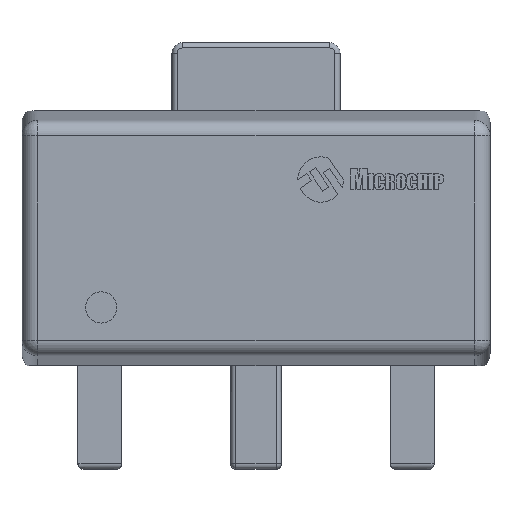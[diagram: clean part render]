
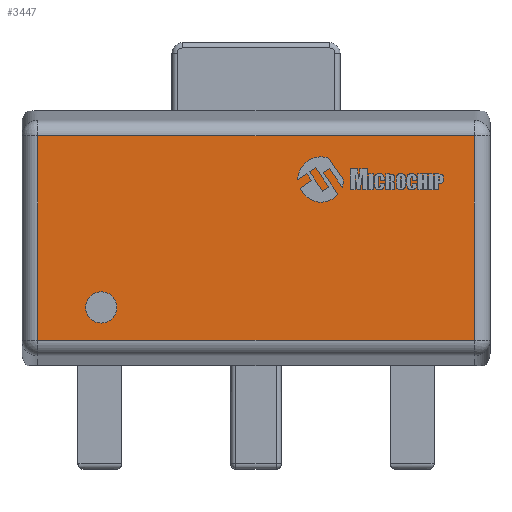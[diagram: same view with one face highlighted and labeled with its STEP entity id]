
A CAD part, top view. The second image highlights one B-rep face of the part: STEP entity #3447.
In plain terms, the highlighted planar face has unit normal (0, 0, 1).
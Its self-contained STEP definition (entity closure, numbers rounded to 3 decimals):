
#193=PLANE('',#3831);
#345=LINE('',#4908,#719);
#346=LINE('',#4924,#720);
#349=LINE('',#4928,#723);
#352=LINE('',#4938,#726);
#719=VECTOR('',#4057,10.);
#720=VECTOR('',#4076,10.);
#723=VECTOR('',#4081,10.);
#726=VECTOR('',#4092,10.);
#1141=FACE_OUTER_BOUND('',#1351,.T.);
#1351=EDGE_LOOP('',(#2485,#2486,#2487,#2488));
#1591=VERTEX_POINT('',#4896);
#1594=VERTEX_POINT('',#4903);
#1597=VERTEX_POINT('',#4913);
#1600=VERTEX_POINT('',#4920);
#1920=EDGE_CURVE('',#1591,#1594,#345,.T.);
#1927=EDGE_CURVE('',#1594,#1600,#346,.T.);
#1930=EDGE_CURVE('',#1600,#1597,#349,.T.);
#1935=EDGE_CURVE('',#1597,#1591,#352,.T.);
#2485=ORIENTED_EDGE('',*,*,#1920,.F.);
#2486=ORIENTED_EDGE('',*,*,#1935,.F.);
#2487=ORIENTED_EDGE('',*,*,#1930,.F.);
#2488=ORIENTED_EDGE('',*,*,#1927,.F.);
#3447=ADVANCED_FACE('',(#1141),#193,.T.);
#3831=AXIS2_PLACEMENT_3D('',#4973,#4131,#4132);
#4057=DIRECTION('',(-1.,0.,0.));
#4076=DIRECTION('',(0.,1.,0.));
#4081=DIRECTION('',(1.,0.,0.));
#4092=DIRECTION('',(0.,-1.,0.));
#4131=DIRECTION('center_axis',(0.,0.,1.));
#4132=DIRECTION('ref_axis',(1.,0.,0.));
#4896=CARTESIAN_POINT('',(2.098,-0.981,1.6));
#4903=CARTESIAN_POINT('',(-2.098,-0.981,1.6));
#4908=CARTESIAN_POINT('',(-0.562,-0.981,1.6));
#4913=CARTESIAN_POINT('',(2.098,0.981,1.6));
#4920=CARTESIAN_POINT('',(-2.098,0.981,1.6));
#4924=CARTESIAN_POINT('',(-2.098,0.611,1.6));
#4928=CARTESIAN_POINT('',(0.562,0.981,1.6));
#4938=CARTESIAN_POINT('',(2.098,-0.611,1.6));
#4973=CARTESIAN_POINT('Origin',(0.,0.,
1.6));
